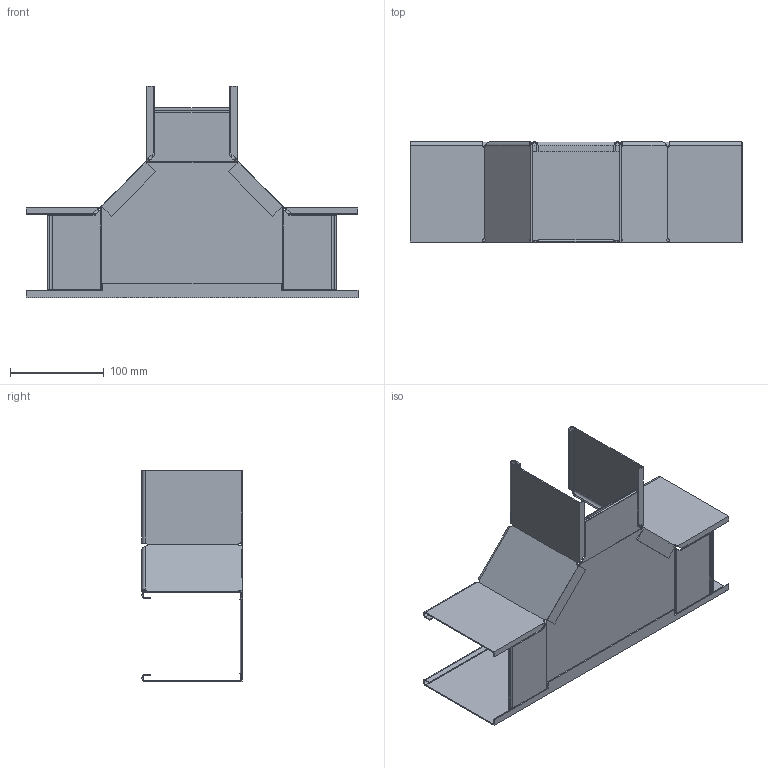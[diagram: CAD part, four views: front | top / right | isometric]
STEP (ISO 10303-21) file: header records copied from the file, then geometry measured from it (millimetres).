
FILE_DESCRIPTION (( 'STEP AP214' ), '1' );
FILE_NAME ('6038360.STEP', '2025-03-14T07:36:07', ( '' ), ( '' ), 'SwSTEP 2.0', 'SolidWorks 2024', '' );
FILE_SCHEMA (( 'AUTOMOTIVE_DESIGN' ));
Length unit declared in the file: millimetre
Products named in the file (4): 6038360; 172072_100; 181552_100; 167655_110x90°
Assembly tree (4 placements, depth 2):
  6038360
    172072_100
    167655_110x90°  x2
    181552_100
Bounding box: 354 x 107 x 224.99 mm (x, y, z)
Volume: 158813.7 mm3; surface area: 289770.6 mm2
Topology: 4 solids, 4 shells, 234 faces, 622 edges, 396 vertices
Faces by surface type: plane 168, cylinder 42, bspline 24
Entity records: 5635 total; most frequent: CARTESIAN_POINT 1593, ORIENTED_EDGE 884, DIRECTION 712, EDGE_CURVE 442, VECTOR 298, LINE 298, VERTEX_POINT 284, AXIS2_PLACEMENT_3D 207
